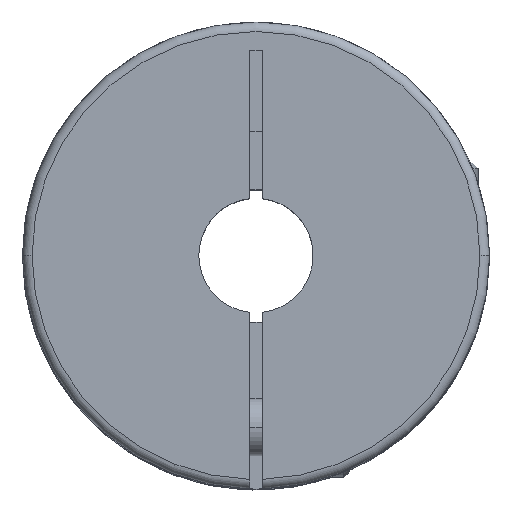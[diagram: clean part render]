
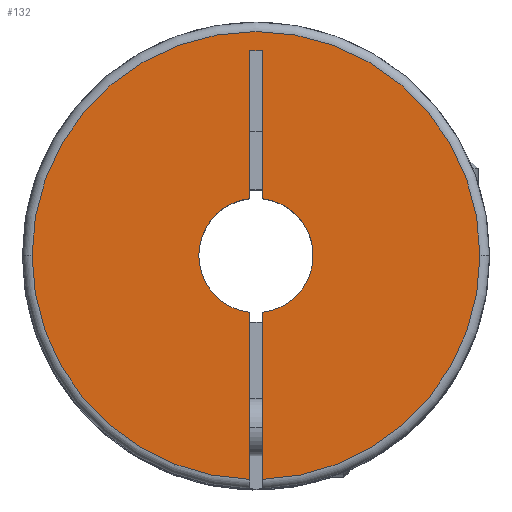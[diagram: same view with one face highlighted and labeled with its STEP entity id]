
A CAD part, top view. The second image highlights one B-rep face of the part: STEP entity #132.
In plain terms, the highlighted planar face has unit normal (0, 0, 1).
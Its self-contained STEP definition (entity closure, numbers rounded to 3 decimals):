
#5 = AXIS2_PLACEMENT_3D ( 'NONE', #2917, #1687, #3198 ) ;
#104 = CARTESIAN_POINT ( 'NONE',  ( -0.65, 21.5, 0. ) ) ;
#132 = ADVANCED_FACE ( 'NONE', ( #489 ), #2893, .F. ) ;
#296 = CIRCLE ( 'NONE', #3229, 23.5 ) ;
#354 = CARTESIAN_POINT ( 'NONE',  ( 0., 0., 0. ) ) ;
#397 = EDGE_CURVE ( 'NONE', #2981, #2078, #1450, .T. ) ;
#441 = ORIENTED_EDGE ( 'NONE', *, *, #1893, .T. ) ;
#454 = VERTEX_POINT ( 'NONE', #2773 ) ;
#475 = ORIENTED_EDGE ( 'NONE', *, *, #2975, .F. ) ;
#489 = FACE_OUTER_BOUND ( 'NONE', #2408, .T. ) ;
#631 = ORIENTED_EDGE ( 'NONE', *, *, #2290, .F. ) ;
#644 = DIRECTION ( 'NONE',  ( 0., 0., -1. ) ) ;
#657 = DIRECTION ( 'NONE',  ( -1., 0., 0. ) ) ;
#775 = CIRCLE ( 'NONE', #1095, 6. ) ;
#785 = DIRECTION ( 'NONE',  ( 0., 0., -1. ) ) ;
#873 = ORIENTED_EDGE ( 'NONE', *, *, #3493, .F. ) ;
#924 = CARTESIAN_POINT ( 'NONE',  ( -23.5, 0., 0. ) ) ;
#1012 = DIRECTION ( 'NONE',  ( 0., 1., 0. ) ) ;
#1047 = DIRECTION ( 'NONE',  ( 0., -1., 0. ) ) ;
#1095 = AXIS2_PLACEMENT_3D ( 'NONE', #3484, #1692, #3182 ) ;
#1174 = ORIENTED_EDGE ( 'NONE', *, *, #3930, .F. ) ;
#1183 = VERTEX_POINT ( 'NONE', #1673 ) ;
#1206 = DIRECTION ( 'NONE',  ( -1., 0., 0. ) ) ;
#1223 = CARTESIAN_POINT ( 'NONE',  ( 23.5, 0., 0. ) ) ;
#1226 = CIRCLE ( 'NONE', #5, 6. ) ;
#1275 = ORIENTED_EDGE ( 'NONE', *, *, #1629, .T. ) ;
#1290 = VECTOR ( 'NONE', #1297, 1000. ) ;
#1291 = CIRCLE ( 'NONE', #3527, 23.5 ) ;
#1297 = DIRECTION ( 'NONE',  ( 0., -1., 0. ) ) ;
#1308 = CARTESIAN_POINT ( 'NONE',  ( 0., 0., 0. ) ) ;
#1357 = CIRCLE ( 'NONE', #3403, 6. ) ;
#1405 = VECTOR ( 'NONE', #3653, 1000. ) ;
#1438 = AXIS2_PLACEMENT_3D ( 'NONE', #2556, #785, #1047 ) ;
#1443 = CARTESIAN_POINT ( 'NONE',  ( -0.65, -5.965, 0. ) ) ;
#1450 = CIRCLE ( 'NONE', #3882, 23.5 ) ;
#1546 = CARTESIAN_POINT ( 'NONE',  ( -6., 0., 0. ) ) ;
#1629 = EDGE_CURVE ( 'NONE', #1744, #3829, #775, .T. ) ;
#1673 = CARTESIAN_POINT ( 'NONE',  ( 0.65, -5.965, 0. ) ) ;
#1683 = CARTESIAN_POINT ( 'NONE',  ( -0.65, 21.5, 0. ) ) ;
#1687 = DIRECTION ( 'NONE',  ( 0., 0., -1. ) ) ;
#1692 = DIRECTION ( 'NONE',  ( 0., 0., -1. ) ) ;
#1700 = LINE ( 'NONE', #2320, #3853 ) ;
#1744 = VERTEX_POINT ( 'NONE', #1546 ) ;
#1766 = VERTEX_POINT ( 'NONE', #1223 ) ;
#1781 = EDGE_CURVE ( 'NONE', #1766, #454, #1291, .T. ) ;
#1850 = LINE ( 'NONE', #3087, #3824 ) ;
#1867 = DIRECTION ( 'NONE',  ( 0., 0., -1. ) ) ;
#1876 = DIRECTION ( 'NONE',  ( -1., 0., 0. ) ) ;
#1893 = EDGE_CURVE ( 'NONE', #3338, #1744, #1226, .T. ) ;
#1971 = VECTOR ( 'NONE', #1012, 1000. ) ;
#1979 = EDGE_CURVE ( 'NONE', #2747, #1183, #1357, .T. ) ;
#1994 = CARTESIAN_POINT ( 'NONE',  ( 0.65, 21.5, 0. ) ) ;
#2053 = CARTESIAN_POINT ( 'NONE',  ( 0.65, 21.5, 0. ) ) ;
#2078 = VERTEX_POINT ( 'NONE', #924 ) ;
#2162 = ORIENTED_EDGE ( 'NONE', *, *, #1979, .T. ) ;
#2163 = CARTESIAN_POINT ( 'NONE',  ( -0.65, 5.965, 0. ) ) ;
#2202 = VERTEX_POINT ( 'NONE', #1994 ) ;
#2219 = LINE ( 'NONE', #3458, #1971 ) ;
#2290 = EDGE_CURVE ( 'NONE', #2202, #3039, #3918, .T. ) ;
#2306 = ORIENTED_EDGE ( 'NONE', *, *, #2852, .F. ) ;
#2320 = CARTESIAN_POINT ( 'NONE',  ( -0.65, 21.5, 0. ) ) ;
#2408 = EDGE_LOOP ( 'NONE', ( #3703, #2306, #441, #1275, #475, #631, #1174, #2162, #873, #3885, #3451 ) ) ;
#2409 = CARTESIAN_POINT ( 'NONE',  ( 0., 0., 0. ) ) ;
#2556 = CARTESIAN_POINT ( 'NONE',  ( 0., 0., 0. ) ) ;
#2706 = EDGE_CURVE ( 'NONE', #2078, #1766, #296, .T. ) ;
#2709 = CARTESIAN_POINT ( 'NONE',  ( 0.65, 5.965, 0. ) ) ;
#2747 = VERTEX_POINT ( 'NONE', #2709 ) ;
#2773 = CARTESIAN_POINT ( 'NONE',  ( 0.65, -23.491, 0. ) ) ;
#2827 = DIRECTION ( 'NONE',  ( 0., 0., -1. ) ) ;
#2852 = EDGE_CURVE ( 'NONE', #3338, #2981, #3436, .T. ) ;
#2893 = PLANE ( 'NONE',  #1438 ) ;
#2917 = CARTESIAN_POINT ( 'NONE',  ( 0., 0., 0. ) ) ;
#2945 = DIRECTION ( 'NONE',  ( 0., 0., -1. ) ) ;
#2956 = CARTESIAN_POINT ( 'NONE',  ( -0.65, -23.491, 0. ) ) ;
#2975 = EDGE_CURVE ( 'NONE', #3039, #3829, #1700, .T. ) ;
#2981 = VERTEX_POINT ( 'NONE', #2956 ) ;
#3039 = VERTEX_POINT ( 'NONE', #1683 ) ;
#3063 = DIRECTION ( 'NONE',  ( 0., 1., 0. ) ) ;
#3087 = CARTESIAN_POINT ( 'NONE',  ( 0.65, -24.5, 0. ) ) ;
#3107 = CARTESIAN_POINT ( 'NONE',  ( 0., 0., 0. ) ) ;
#3182 = DIRECTION ( 'NONE',  ( -1., 0., 0. ) ) ;
#3193 = DIRECTION ( 'NONE',  ( 0., -1., 0. ) ) ;
#3198 = DIRECTION ( 'NONE',  ( -1., 0., 0. ) ) ;
#3229 = AXIS2_PLACEMENT_3D ( 'NONE', #2409, #2945, #1206 ) ;
#3338 = VERTEX_POINT ( 'NONE', #1443 ) ;
#3348 = DIRECTION ( 'NONE',  ( -1., 0., 0. ) ) ;
#3403 = AXIS2_PLACEMENT_3D ( 'NONE', #1308, #2827, #1876 ) ;
#3436 = LINE ( 'NONE', #104, #1290 ) ;
#3451 = ORIENTED_EDGE ( 'NONE', *, *, #2706, .F. ) ;
#3458 = CARTESIAN_POINT ( 'NONE',  ( 0.65, -24.5, 0. ) ) ;
#3484 = CARTESIAN_POINT ( 'NONE',  ( 0., 0., 0. ) ) ;
#3493 = EDGE_CURVE ( 'NONE', #454, #1183, #1850, .T. ) ;
#3527 = AXIS2_PLACEMENT_3D ( 'NONE', #354, #1867, #657 ) ;
#3653 = DIRECTION ( 'NONE',  ( -1., 0., 0. ) ) ;
#3703 = ORIENTED_EDGE ( 'NONE', *, *, #397, .F. ) ;
#3824 = VECTOR ( 'NONE', #3063, 1000. ) ;
#3829 = VERTEX_POINT ( 'NONE', #2163 ) ;
#3853 = VECTOR ( 'NONE', #3193, 1000. ) ;
#3882 = AXIS2_PLACEMENT_3D ( 'NONE', #3107, #644, #3348 ) ;
#3885 = ORIENTED_EDGE ( 'NONE', *, *, #1781, .F. ) ;
#3918 = LINE ( 'NONE', #2053, #1405 ) ;
#3930 = EDGE_CURVE ( 'NONE', #2747, #2202, #2219, .T. ) ;
